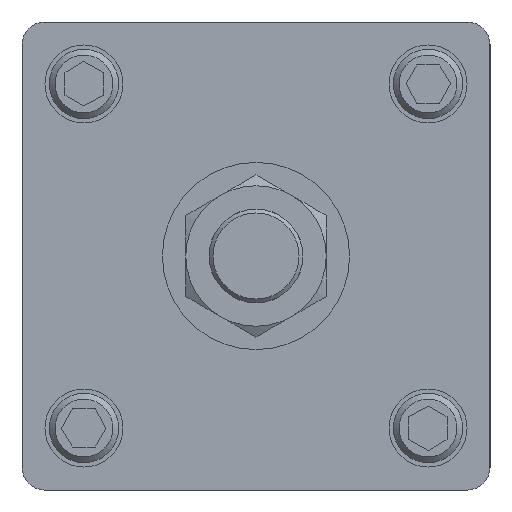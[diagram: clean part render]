
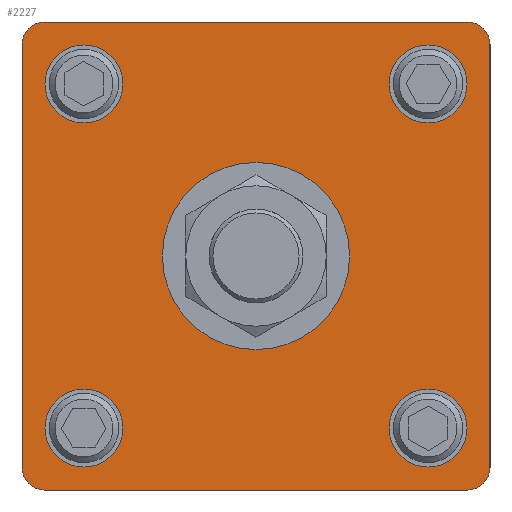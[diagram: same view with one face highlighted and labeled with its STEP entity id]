
A CAD part, left-side view. The second image highlights one B-rep face of the part: STEP entity #2227.
In plain terms, the highlighted planar face has unit normal (-1, 0, 0).
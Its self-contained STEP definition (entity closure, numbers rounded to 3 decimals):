
#95=LINE('',#3534,#213);
#99=LINE('',#3546,#217);
#103=LINE('',#3558,#221);
#108=LINE('',#3572,#226);
#213=VECTOR('',#2834,1000.);
#217=VECTOR('',#2846,1000.);
#221=VECTOR('',#2858,1000.);
#226=VECTOR('',#2871,1000.);
#499=ORIENTED_EDGE('',*,*,#1016,.F.);
#500=ORIENTED_EDGE('',*,*,#1017,.T.);
#501=ORIENTED_EDGE('',*,*,#1018,.T.);
#502=ORIENTED_EDGE('',*,*,#1019,.T.);
#503=ORIENTED_EDGE('',*,*,#1014,.T.);
#504=ORIENTED_EDGE('',*,*,#1012,.F.);
#505=ORIENTED_EDGE('',*,*,#1008,.T.);
#506=ORIENTED_EDGE('',*,*,#1005,.F.);
#507=ORIENTED_EDGE('',*,*,#1002,.T.);
#508=ORIENTED_EDGE('',*,*,#999,.F.);
#509=ORIENTED_EDGE('',*,*,#996,.T.);
#510=ORIENTED_EDGE('',*,*,#993,.F.);
#511=ORIENTED_EDGE('',*,*,#1020,.T.);
#993=EDGE_CURVE('',#1268,#1269,#95,.T.);
#996=EDGE_CURVE('',#1271,#1269,#1478,.T.);
#999=EDGE_CURVE('',#1271,#1273,#99,.T.);
#1002=EDGE_CURVE('',#1275,#1273,#1480,.T.);
#1005=EDGE_CURVE('',#1275,#1277,#103,.T.);
#1008=EDGE_CURVE('',#1279,#1277,#1482,.T.);
#1012=EDGE_CURVE('',#1279,#1282,#108,.T.);
#1014=EDGE_CURVE('',#1268,#1282,#1484,.T.);
#1016=EDGE_CURVE('',#1283,#1283,#1486,.T.);
#1017=EDGE_CURVE('',#1284,#1284,#1487,.T.);
#1018=EDGE_CURVE('',#1285,#1285,#1488,.T.);
#1019=EDGE_CURVE('',#1286,#1286,#1489,.T.);
#1020=EDGE_CURVE('',#1287,#1287,#1490,.T.);
#1268=VERTEX_POINT('',#3533);
#1269=VERTEX_POINT('',#3535);
#1271=VERTEX_POINT('',#3541);
#1273=VERTEX_POINT('',#3547);
#1275=VERTEX_POINT('',#3553);
#1277=VERTEX_POINT('',#3559);
#1279=VERTEX_POINT('',#3565);
#1282=VERTEX_POINT('',#3573);
#1283=VERTEX_POINT('',#3580);
#1284=VERTEX_POINT('',#3583);
#1285=VERTEX_POINT('',#3585);
#1286=VERTEX_POINT('',#3587);
#1287=VERTEX_POINT('',#3589);
#1478=CIRCLE('',#2481,4.572);
#1480=CIRCLE('',#2485,4.572);
#1482=CIRCLE('',#2489,4.572);
#1484=CIRCLE('',#2493,4.572);
#1486=CIRCLE('',#2496,19.05);
#1487=CIRCLE('',#2498,7.938);
#1488=CIRCLE('',#2499,7.938);
#1489=CIRCLE('',#2500,7.938);
#1490=CIRCLE('',#2501,7.938);
#1634=EDGE_LOOP('',(#499));
#1635=EDGE_LOOP('',(#500));
#1636=EDGE_LOOP('',(#501));
#1637=EDGE_LOOP('',(#502));
#1638=EDGE_LOOP('',(#503,#504,#505,#506,#507,#508,#509,#510));
#1639=EDGE_LOOP('',(#511));
#1902=FACE_BOUND('',#1634,.T.);
#1903=FACE_BOUND('',#1635,.T.);
#1904=FACE_BOUND('',#1636,.T.);
#1905=FACE_BOUND('',#1637,.T.);
#1906=FACE_BOUND('',#1638,.T.);
#1907=FACE_BOUND('',#1639,.T.);
#2126=PLANE('',#2497);
#2227=ADVANCED_FACE('',(#1902,#1903,#1904,#1905,#1906,#1907),#2126,.F.);
#2481=AXIS2_PLACEMENT_3D('',#3540,#2839,#2840);
#2485=AXIS2_PLACEMENT_3D('',#3552,#2851,#2852);
#2489=AXIS2_PLACEMENT_3D('',#3564,#2863,#2864);
#2493=AXIS2_PLACEMENT_3D('',#3576,#2875,#2876);
#2496=AXIS2_PLACEMENT_3D('',#3579,#2881,#2882);
#2497=AXIS2_PLACEMENT_3D('',#3581,#2883,#2884);
#2498=AXIS2_PLACEMENT_3D('',#3582,#2885,#2886);
#2499=AXIS2_PLACEMENT_3D('',#3584,#2887,#2888);
#2500=AXIS2_PLACEMENT_3D('',#3586,#2889,#2890);
#2501=AXIS2_PLACEMENT_3D('',#3588,#2891,#2892);
#2834=DIRECTION('',(0.,0.,-1.));
#2839=DIRECTION('',(-1.,0.,0.));
#2840=DIRECTION('',(0.,0.,-1.));
#2846=DIRECTION('',(0.,1.,0.));
#2851=DIRECTION('',(-1.,0.,0.));
#2852=DIRECTION('',(0.,0.,-1.));
#2858=DIRECTION('',(0.,0.,1.));
#2863=DIRECTION('',(-1.,0.,0.));
#2864=DIRECTION('',(0.,0.,-1.));
#2871=DIRECTION('',(0.,-1.,0.));
#2875=DIRECTION('',(-1.,0.,0.));
#2876=DIRECTION('',(0.,0.,-1.));
#2881=DIRECTION('',(-1.,0.,0.));
#2882=DIRECTION('',(0.,0.,1.));
#2883=DIRECTION('',(1.,0.,0.));
#2884=DIRECTION('',(0.,1.,0.));
#2885=DIRECTION('',(1.,0.,0.));
#2886=DIRECTION('',(0.,1.,0.));
#2887=DIRECTION('',(1.,0.,0.));
#2888=DIRECTION('',(0.,0.,-1.));
#2889=DIRECTION('',(1.,0.,0.));
#2890=DIRECTION('',(0.,-1.,0.));
#2891=DIRECTION('',(1.,0.,0.));
#2892=DIRECTION('',(0.,0.,1.));
#3533=CARTESIAN_POINT('',(0.,-47.625,43.053));
#3534=CARTESIAN_POINT('',(0.,-47.625,25.4));
#3535=CARTESIAN_POINT('',(0.,-47.625,-43.053));
#3540=CARTESIAN_POINT('',(0.,-43.053,-43.053));
#3541=CARTESIAN_POINT('',(0.,-43.053,-47.625));
#3546=CARTESIAN_POINT('',(0.,-25.4,-47.625));
#3547=CARTESIAN_POINT('',(0.,43.053,-47.625));
#3552=CARTESIAN_POINT('',(0.,43.053,-43.053));
#3553=CARTESIAN_POINT('',(0.,47.625,-43.053));
#3558=CARTESIAN_POINT('',(0.,47.625,-25.4));
#3559=CARTESIAN_POINT('',(0.,47.625,43.053));
#3564=CARTESIAN_POINT('',(0.,43.053,43.053));
#3565=CARTESIAN_POINT('',(0.,43.053,47.625));
#3572=CARTESIAN_POINT('',(0.,25.4,47.625));
#3573=CARTESIAN_POINT('',(0.,-43.053,47.625));
#3576=CARTESIAN_POINT('',(0.,-43.053,43.053));
#3579=CARTESIAN_POINT('',(0.,0.,0.));
#3580=CARTESIAN_POINT('',(0.,0.,19.05));
#3581=CARTESIAN_POINT('',(0.,0.,0.));
#3582=CARTESIAN_POINT('',(0.,35.023,35.023));
#3583=CARTESIAN_POINT('',(0.,42.96,35.023));
#3584=CARTESIAN_POINT('',(0.,35.023,-35.023));
#3585=CARTESIAN_POINT('',(0.,35.023,-42.96));
#3586=CARTESIAN_POINT('',(0.,-35.023,-35.023));
#3587=CARTESIAN_POINT('',(0.,-42.96,-35.023));
#3588=CARTESIAN_POINT('',(0.,-35.023,35.023));
#3589=CARTESIAN_POINT('',(0.,-35.023,42.96));
